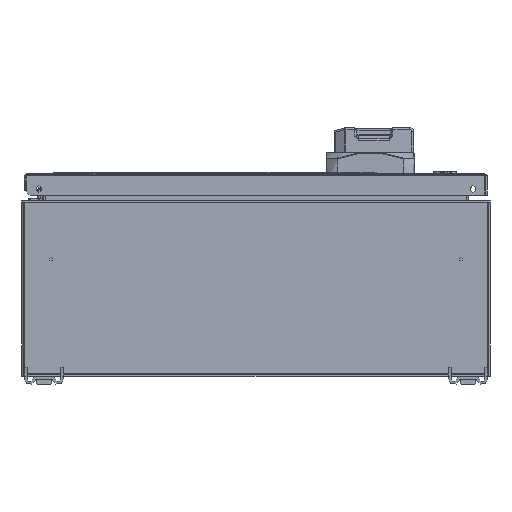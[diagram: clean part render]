
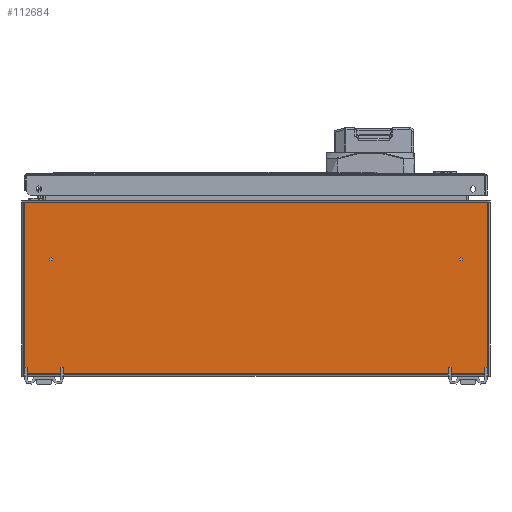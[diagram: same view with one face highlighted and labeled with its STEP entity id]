
A CAD part, front view. The second image highlights one B-rep face of the part: STEP entity #112684.
In plain terms, the highlighted planar face has unit normal (0, -1, 0).
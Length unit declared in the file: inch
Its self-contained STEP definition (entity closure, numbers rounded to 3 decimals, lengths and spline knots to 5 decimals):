
#911 = ORIENTED_EDGE ( 'NONE', *, *, #209137, .F. ) ;
#3075 = FACE_BOUND ( 'NONE', #3111, .T. ) ;
#3111 = EDGE_LOOP ( 'NONE', ( #146450, #102796 ) ) ;
#5528 = CARTESIAN_POINT ( 'NONE',  ( 15., 0., 4.0625 ) ) ;
#5886 = EDGE_LOOP ( 'NONE', ( #911, #31348, #156136, #206477, #155928, #205358 ) ) ;
#8818 = DIRECTION ( 'NONE',  ( 0., -1., 0. ) ) ;
#9345 = VERTEX_POINT ( 'NONE', #42661 ) ;
#10040 = DIRECTION ( 'NONE',  ( 0., 0., -1. ) ) ;
#13376 = CARTESIAN_POINT ( 'NONE',  ( 1., 0., 4.0625 ) ) ;
#18332 = CARTESIAN_POINT ( 'NONE',  ( 0.06, 0., 6. ) ) ;
#26396 = CARTESIAN_POINT ( 'NONE',  ( 15.94, 0., 6. ) ) ;
#29341 = VERTEX_POINT ( 'NONE', #13376 ) ;
#31348 = ORIENTED_EDGE ( 'NONE', *, *, #91528, .T. ) ;
#33707 = VERTEX_POINT ( 'NONE', #115144 ) ;
#34708 = VECTOR ( 'NONE', #59913, 39.37008 ) ;
#35478 = EDGE_CURVE ( 'NONE', #57203, #71054, #236610, .T. ) ;
#36802 = VECTOR ( 'NONE', #141910, 39.37008 ) ;
#37966 = LINE ( 'NONE', #252418, #78881 ) ;
#42545 = CARTESIAN_POINT ( 'NONE',  ( 0.06, 0., 6. ) ) ;
#42661 = CARTESIAN_POINT ( 'NONE',  ( 0.06, 0., 5.946 ) ) ;
#43088 = LINE ( 'NONE', #60752, #36802 ) ;
#43160 = CARTESIAN_POINT ( 'NONE',  ( 1., 0., 3.9375 ) ) ;
#44282 = DIRECTION ( 'NONE',  ( 0., 0., -1. ) ) ;
#51177 = DIRECTION ( 'NONE',  ( 1., 0., 0. ) ) ;
#57203 = VERTEX_POINT ( 'NONE', #118594 ) ;
#58796 = CARTESIAN_POINT ( 'NONE',  ( 15.94, 0., 5.946 ) ) ;
#59913 = DIRECTION ( 'NONE',  ( 0., 0., 1. ) ) ;
#60752 = CARTESIAN_POINT ( 'NONE',  ( 0.06, 0., 6. ) ) ;
#61865 = CIRCLE ( 'NONE', #144546, 0.0625 ) ;
#66737 = DIRECTION ( 'NONE',  ( 0., 0., 1. ) ) ;
#71054 = VERTEX_POINT ( 'NONE', #5528 ) ;
#72695 = VERTEX_POINT ( 'NONE', #58796 ) ;
#72810 = VECTOR ( 'NONE', #10040, 39.37008 ) ;
#73924 = VERTEX_POINT ( 'NONE', #18332 ) ;
#78316 = EDGE_CURVE ( 'NONE', #72695, #128738, #120122, .T. ) ;
#78881 = VECTOR ( 'NONE', #51177, 39.37008 ) ;
#79178 = DIRECTION ( 'NONE',  ( 0., -1., 0. ) ) ;
#80102 = CARTESIAN_POINT ( 'NONE',  ( 15.94, 0., 6. ) ) ;
#85864 = CARTESIAN_POINT ( 'NONE',  ( 15.94, 0., 6. ) ) ;
#91528 = EDGE_CURVE ( 'NONE', #73924, #9345, #217665, .T. ) ;
#95581 = VERTEX_POINT ( 'NONE', #26396 ) ;
#102796 = ORIENTED_EDGE ( 'NONE', *, *, #179041, .F. ) ;
#109286 = AXIS2_PLACEMENT_3D ( 'NONE', #210285, #153544, #212008 ) ;
#110304 = FACE_BOUND ( 'NONE', #138264, .T. ) ;
#112359 = EDGE_CURVE ( 'NONE', #9345, #33707, #138363, .T. ) ;
#112684 = ADVANCED_FACE ( 'NONE', ( #110304, #3075, #198955 ), #130277, .F. ) ;
#113582 = CIRCLE ( 'NONE', #127115, 0.0625 ) ;
#115144 = CARTESIAN_POINT ( 'NONE',  ( 0.06, 0., 0. ) ) ;
#115863 = CIRCLE ( 'NONE', #218101, 0.0625 ) ;
#118594 = CARTESIAN_POINT ( 'NONE',  ( 15., 0., 3.9375 ) ) ;
#120122 = LINE ( 'NONE', #85864, #72810 ) ;
#127115 = AXIS2_PLACEMENT_3D ( 'NONE', #188960, #8818, #128760 ) ;
#128738 = VERTEX_POINT ( 'NONE', #217602 ) ;
#128760 = DIRECTION ( 'NONE',  ( 0., 0., -1. ) ) ;
#129366 = LINE ( 'NONE', #80102, #34708 ) ;
#130277 = PLANE ( 'NONE',  #232750 ) ;
#138264 = EDGE_LOOP ( 'NONE', ( #188216, #155536 ) ) ;
#138363 = LINE ( 'NONE', #251553, #144699 ) ;
#139204 = CARTESIAN_POINT ( 'NONE',  ( 1., 0., 4. ) ) ;
#141910 = DIRECTION ( 'NONE',  ( 1., 0., 0. ) ) ;
#142656 = VERTEX_POINT ( 'NONE', #43160 ) ;
#144546 = AXIS2_PLACEMENT_3D ( 'NONE', #139204, #79178, #200322 ) ;
#144699 = VECTOR ( 'NONE', #249843, 39.37008 ) ;
#146450 = ORIENTED_EDGE ( 'NONE', *, *, #243477, .F. ) ;
#148410 = EDGE_CURVE ( 'NONE', #72695, #95581, #129366, .T. ) ;
#153544 = DIRECTION ( 'NONE',  ( 0., -1., 0. ) ) ;
#155536 = ORIENTED_EDGE ( 'NONE', *, *, #182880, .F. ) ;
#155928 = ORIENTED_EDGE ( 'NONE', *, *, #78316, .F. ) ;
#156136 = ORIENTED_EDGE ( 'NONE', *, *, #112359, .T. ) ;
#163787 = VECTOR ( 'NONE', #44282, 39.37008 ) ;
#165298 = DIRECTION ( 'NONE',  ( 0., -1., 0. ) ) ;
#179041 = EDGE_CURVE ( 'NONE', #29341, #142656, #113582, .T. ) ;
#182880 = EDGE_CURVE ( 'NONE', #71054, #57203, #115863, .T. ) ;
#184841 = EDGE_CURVE ( 'NONE', #33707, #128738, #37966, .T. ) ;
#188216 = ORIENTED_EDGE ( 'NONE', *, *, #35478, .F. ) ;
#188960 = CARTESIAN_POINT ( 'NONE',  ( 1., 0., 4. ) ) ;
#189597 = CARTESIAN_POINT ( 'NONE',  ( 0.06, 0., 6. ) ) ;
#198955 = FACE_OUTER_BOUND ( 'NONE', #5886, .T. ) ;
#200322 = DIRECTION ( 'NONE',  ( 0., 0., -1. ) ) ;
#203400 = CARTESIAN_POINT ( 'NONE',  ( 15., 0., 4. ) ) ;
#205358 = ORIENTED_EDGE ( 'NONE', *, *, #148410, .T. ) ;
#206477 = ORIENTED_EDGE ( 'NONE', *, *, #184841, .T. ) ;
#209137 = EDGE_CURVE ( 'NONE', #73924, #95581, #43088, .T. ) ;
#210285 = CARTESIAN_POINT ( 'NONE',  ( 15., 0., 4. ) ) ;
#212008 = DIRECTION ( 'NONE',  ( 0., 0., -1. ) ) ;
#217602 = CARTESIAN_POINT ( 'NONE',  ( 15.94, 0., 0. ) ) ;
#217665 = LINE ( 'NONE', #42545, #163787 ) ;
#218101 = AXIS2_PLACEMENT_3D ( 'NONE', #203400, #165298, #243060 ) ;
#231022 = DIRECTION ( 'NONE',  ( 0., 1., 0. ) ) ;
#232750 = AXIS2_PLACEMENT_3D ( 'NONE', #189597, #231022, #66737 ) ;
#236610 = CIRCLE ( 'NONE', #109286, 0.0625 ) ;
#243060 = DIRECTION ( 'NONE',  ( 0., 0., -1. ) ) ;
#243477 = EDGE_CURVE ( 'NONE', #142656, #29341, #61865, .T. ) ;
#249843 = DIRECTION ( 'NONE',  ( 0., 0., -1. ) ) ;
#251553 = CARTESIAN_POINT ( 'NONE',  ( 0.06, 0., 6. ) ) ;
#252418 = CARTESIAN_POINT ( 'NONE',  ( 0.06, 0., 0. ) ) ;
